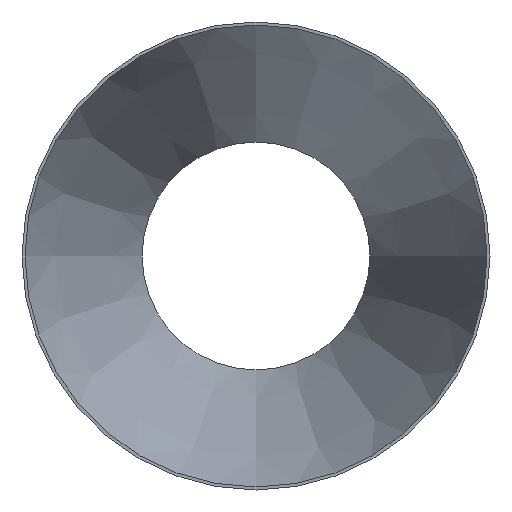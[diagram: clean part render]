
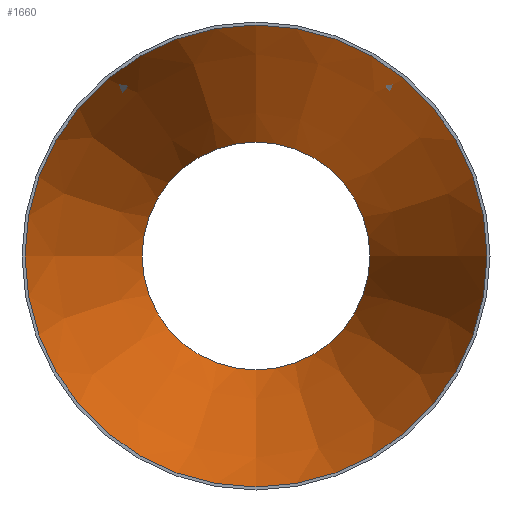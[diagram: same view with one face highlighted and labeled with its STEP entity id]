
A CAD part, front view. The second image highlights one B-rep face of the part: STEP entity #1660.
In plain terms, the highlighted conical face has half-angle 18.424 degrees and reference radius 401.13 mm.
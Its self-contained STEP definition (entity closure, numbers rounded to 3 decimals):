
#1270 = CARTESIAN_POINT ( 'NONE',  ( 0., 610., -197.93 ) ) ;
#1660 = ADVANCED_FACE ( 'NONE', ( #8629, #47685 ), #47145, .F. ) ;
#5648 = AXIS2_PLACEMENT_3D ( 'NONE', #34365, #33609, #45421 ) ;
#8629 = FACE_BOUND ( 'NONE', #32914, .T. ) ;
#12032 = EDGE_CURVE ( 'NONE', #17226, #17226, #49950, .T. ) ;
#12860 = ORIENTED_EDGE ( 'NONE', *, *, #33361, .T. ) ;
#15997 = EDGE_LOOP ( 'NONE', ( #12860 ) ) ;
#17226 = VERTEX_POINT ( 'NONE', #1270 ) ;
#20847 = CARTESIAN_POINT ( 'NONE',  ( 0., 0., -401.13 ) ) ;
#21204 = CARTESIAN_POINT ( 'NONE',  ( 0., 0., 0. ) ) ;
#23997 = CIRCLE ( 'NONE', #33868, 401.13 ) ;
#29458 = DIRECTION ( 'NONE',  ( 0., 0., -1. ) ) ;
#30593 = ORIENTED_EDGE ( 'NONE', *, *, #12032, .F. ) ;
#32914 = EDGE_LOOP ( 'NONE', ( #30593 ) ) ;
#33197 = AXIS2_PLACEMENT_3D ( 'NONE', #21204, #39951, #44566 ) ;
#33361 = EDGE_CURVE ( 'NONE', #48832, #48832, #23997, .T. ) ;
#33609 = DIRECTION ( 'NONE',  ( 0., -1., 0. ) ) ;
#33868 = AXIS2_PLACEMENT_3D ( 'NONE', #48770, #44389, #29458 ) ;
#34365 = CARTESIAN_POINT ( 'NONE',  ( 0., 610., 0. ) ) ;
#39951 = DIRECTION ( 'NONE',  ( 0., -1., 0. ) ) ;
#44389 = DIRECTION ( 'NONE',  ( 0., -1., 0. ) ) ;
#44566 = DIRECTION ( 'NONE',  ( 0., 0., -1. ) ) ;
#45421 = DIRECTION ( 'NONE',  ( 0., 0., -1. ) ) ;
#47145 = CONICAL_SURFACE ( 'NONE', #33197, 401.13, 0.322 ) ;
#47685 = FACE_OUTER_BOUND ( 'NONE', #15997, .T. ) ;
#48770 = CARTESIAN_POINT ( 'NONE',  ( 0., 0., 0. ) ) ;
#48832 = VERTEX_POINT ( 'NONE', #20847 ) ;
#49950 = CIRCLE ( 'NONE', #5648, 197.93 ) ;
